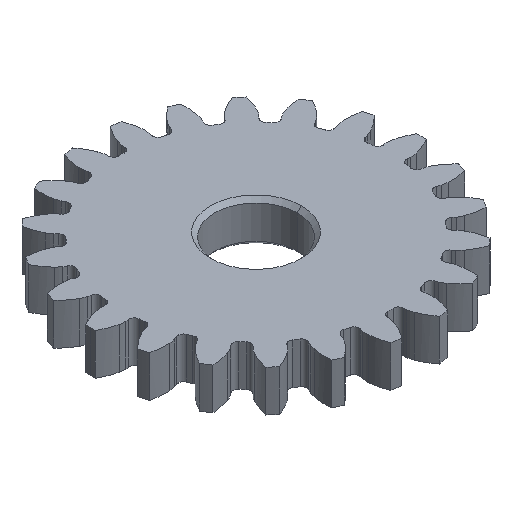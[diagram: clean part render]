
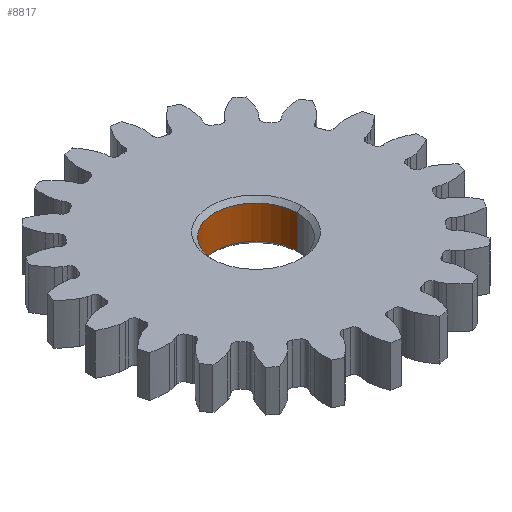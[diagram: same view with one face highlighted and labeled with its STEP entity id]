
A CAD part, isometric view. The second image highlights one B-rep face of the part: STEP entity #8817.
In plain terms, the highlighted cylindrical face has radius 3 mm (diameter 6 mm), a partial arc.
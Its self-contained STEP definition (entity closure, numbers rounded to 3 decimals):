
#92 = CARTESIAN_POINT ( 'NONE',  ( -3., 0., 2.7 ) ) ;
#256 = VERTEX_POINT ( 'NONE', #1263 ) ;
#453 = ORIENTED_EDGE ( 'NONE', *, *, #9080, .F. ) ;
#504 = CIRCLE ( 'NONE', #947, 3. ) ;
#798 = AXIS2_PLACEMENT_3D ( 'NONE', #6075, #1714, #6833 ) ;
#925 = CARTESIAN_POINT ( 'NONE',  ( 3., 0., 3. ) ) ;
#947 = AXIS2_PLACEMENT_3D ( 'NONE', #6038, #1681, #6794 ) ;
#964 = DIRECTION ( 'NONE',  ( 0., 0., -1. ) ) ;
#1089 = FACE_OUTER_BOUND ( 'NONE', #3853, .T. ) ;
#1153 = AXIS2_PLACEMENT_3D ( 'NONE', #5437, #4768, #5474 ) ;
#1172 = VERTEX_POINT ( 'NONE', #6716 ) ;
#1263 = CARTESIAN_POINT ( 'NONE',  ( 3., 0., 0.3 ) ) ;
#1592 = CARTESIAN_POINT ( 'NONE',  ( -3., 0., 0.3 ) ) ;
#1681 = DIRECTION ( 'NONE',  ( 0., 0., 1. ) ) ;
#1714 = DIRECTION ( 'NONE',  ( 0., 0., -1. ) ) ;
#2382 = CIRCLE ( 'NONE', #798, 3. ) ;
#2656 = VECTOR ( 'NONE', #6518, 1000. ) ;
#3339 = LINE ( 'NONE', #925, #9305 ) ;
#3853 = EDGE_LOOP ( 'NONE', ( #453, #5460, #4613, #5043 ) ) ;
#4486 = CYLINDRICAL_SURFACE ( 'NONE', #1153, 3. ) ;
#4613 = ORIENTED_EDGE ( 'NONE', *, *, #8460, .T. ) ;
#4768 = DIRECTION ( 'NONE',  ( 0., 0., -1. ) ) ;
#5043 = ORIENTED_EDGE ( 'NONE', *, *, #7539, .T. ) ;
#5437 = CARTESIAN_POINT ( 'NONE',  ( 0., 0., 3. ) ) ;
#5460 = ORIENTED_EDGE ( 'NONE', *, *, #7500, .T. ) ;
#5474 = DIRECTION ( 'NONE',  ( -1., 0., 0. ) ) ;
#6038 = CARTESIAN_POINT ( 'NONE',  ( 0., 0., 2.7 ) ) ;
#6075 = CARTESIAN_POINT ( 'NONE',  ( 0., 0., 0.3 ) ) ;
#6518 = DIRECTION ( 'NONE',  ( 0., 0., -1. ) ) ;
#6716 = CARTESIAN_POINT ( 'NONE',  ( 3., 0., 2.7 ) ) ;
#6785 = LINE ( 'NONE', #9332, #2656 ) ;
#6794 = DIRECTION ( 'NONE',  ( 1., 0., 0. ) ) ;
#6820 = VERTEX_POINT ( 'NONE', #1592 ) ;
#6833 = DIRECTION ( 'NONE',  ( 1., 0., 0. ) ) ;
#7500 = EDGE_CURVE ( 'NONE', #1172, #7955, #504, .T. ) ;
#7539 = EDGE_CURVE ( 'NONE', #6820, #256, #2382, .T. ) ;
#7955 = VERTEX_POINT ( 'NONE', #92 ) ;
#8460 = EDGE_CURVE ( 'NONE', #7955, #6820, #6785, .T. ) ;
#8817 = ADVANCED_FACE ( 'NONE', ( #1089 ), #4486, .F. ) ;
#9080 = EDGE_CURVE ( 'NONE', #1172, #256, #3339, .T. ) ;
#9305 = VECTOR ( 'NONE', #964, 1000. ) ;
#9332 = CARTESIAN_POINT ( 'NONE',  ( -3., 0., 3. ) ) ;
